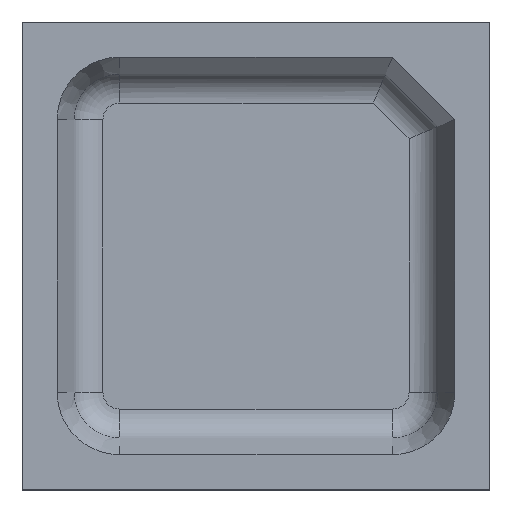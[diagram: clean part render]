
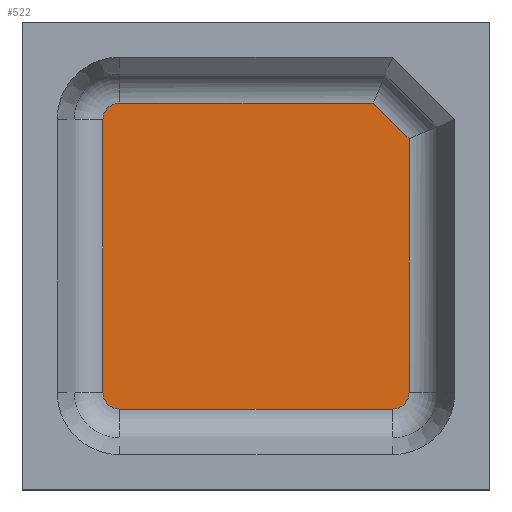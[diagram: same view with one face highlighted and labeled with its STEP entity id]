
A CAD part, top view. The second image highlights one B-rep face of the part: STEP entity #522.
In plain terms, the highlighted planar face has unit normal (0, 0, 1).
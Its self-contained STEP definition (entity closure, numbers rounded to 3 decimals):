
#36 = VERTEX_POINT ( 'NONE', #299 ) ;
#38 = VECTOR ( 'NONE', #1076, 1000. ) ;
#46 = CARTESIAN_POINT ( 'NONE',  ( -0.893, 0.963, -0.4 ) ) ;
#88 = DIRECTION ( 'NONE',  ( 0., 0., 1. ) ) ;
#138 = EDGE_CURVE ( 'NONE', #146, #1281, #827, .T. ) ;
#146 = VERTEX_POINT ( 'NONE', #738 ) ;
#168 = AXIS2_PLACEMENT_3D ( 'NONE', #304, #1121, #718 ) ;
#171 = CARTESIAN_POINT ( 'NONE',  ( 0.857, -0.999, -0.4 ) ) ;
#182 = AXIS2_PLACEMENT_3D ( 'NONE', #1179, #88, #801 ) ;
#195 = VERTEX_POINT ( 'NONE', #1110 ) ;
#219 = CARTESIAN_POINT ( 'NONE',  ( 0.695, 1.003, -0.4 ) ) ;
#240 = ORIENTED_EDGE ( 'NONE', *, *, #1189, .T. ) ;
#255 = CARTESIAN_POINT ( 'NONE',  ( -0.999, -0.893, -0.4 ) ) ;
#256 = CIRCLE ( 'NONE', #168, 0.106 ) ;
#260 = DIRECTION ( 'NONE',  ( -1., 0., 0. ) ) ;
#279 = ORIENTED_EDGE ( 'NONE', *, *, #464, .T. ) ;
#285 = PLANE ( 'NONE',  #534 ) ;
#286 = VECTOR ( 'NONE', #501, 1000. ) ;
#299 = CARTESIAN_POINT ( 'NONE',  ( -0.893, -0.999, -0.4 ) ) ;
#304 = CARTESIAN_POINT ( 'NONE',  ( 0.857, -0.893, -0.4 ) ) ;
#354 = LINE ( 'NONE', #255, #1147 ) ;
#373 = CARTESIAN_POINT ( 'NONE',  ( 0.963, -0.893, -0.4 ) ) ;
#415 = VECTOR ( 'NONE', #467, 1000. ) ;
#425 = ORIENTED_EDGE ( 'NONE', *, *, #1153, .T. ) ;
#464 = EDGE_CURVE ( 'NONE', #842, #195, #354, .T. ) ;
#467 = DIRECTION ( 'NONE',  ( 1., 0., 0. ) ) ;
#501 = DIRECTION ( 'NONE',  ( -0.707, 0.707, 0. ) ) ;
#522 = ADVANCED_FACE ( 'NONE', ( #998 ), #285, .F. ) ;
#534 = AXIS2_PLACEMENT_3D ( 'NONE', #811, #579, #680 ) ;
#542 = ORIENTED_EDGE ( 'NONE', *, *, #1108, .T. ) ;
#569 = CARTESIAN_POINT ( 'NONE',  ( 0.963, 0.792, -0.4 ) ) ;
#579 = DIRECTION ( 'NONE',  ( 0., 0., -1. ) ) ;
#584 = DIRECTION ( 'NONE',  ( -1., 0., 0. ) ) ;
#589 = LINE ( 'NONE', #881, #889 ) ;
#603 = ORIENTED_EDGE ( 'NONE', *, *, #762, .T. ) ;
#614 = ORIENTED_EDGE ( 'NONE', *, *, #1040, .T. ) ;
#627 = CIRCLE ( 'NONE', #780, 0.106 ) ;
#680 = DIRECTION ( 'NONE',  ( -1., 0., 0. ) ) ;
#718 = DIRECTION ( 'NONE',  ( -1., 0., 0. ) ) ;
#738 = CARTESIAN_POINT ( 'NONE',  ( 0.963, 0.735, -0.4 ) ) ;
#742 = VERTEX_POINT ( 'NONE', #373 ) ;
#754 = CIRCLE ( 'NONE', #182, 0.106 ) ;
#762 = EDGE_CURVE ( 'NONE', #1053, #842, #754, .T. ) ;
#780 = AXIS2_PLACEMENT_3D ( 'NONE', #1159, #968, #260 ) ;
#794 = CARTESIAN_POINT ( 'NONE',  ( -0.999, 0.857, -0.4 ) ) ;
#798 = ORIENTED_EDGE ( 'NONE', *, *, #138, .T. ) ;
#801 = DIRECTION ( 'NONE',  ( -1., 0., 0. ) ) ;
#811 = CARTESIAN_POINT ( 'NONE',  ( -0.893, 0.857, -0.4 ) ) ;
#827 = LINE ( 'NONE', #219, #286 ) ;
#831 = CARTESIAN_POINT ( 'NONE',  ( 0.735, 0.963, -0.4 ) ) ;
#842 = VERTEX_POINT ( 'NONE', #794 ) ;
#853 = VERTEX_POINT ( 'NONE', #908 ) ;
#878 = DIRECTION ( 'NONE',  ( 0., -1., 0. ) ) ;
#881 = CARTESIAN_POINT ( 'NONE',  ( -0.893, 0.963, -0.4 ) ) ;
#889 = VECTOR ( 'NONE', #584, 1000. ) ;
#908 = CARTESIAN_POINT ( 'NONE',  ( 0.857, -0.999, -0.4 ) ) ;
#962 = ORIENTED_EDGE ( 'NONE', *, *, #1123, .T. ) ;
#968 = DIRECTION ( 'NONE',  ( 0., 0., 1. ) ) ;
#978 = LINE ( 'NONE', #569, #38 ) ;
#998 = FACE_OUTER_BOUND ( 'NONE', #1079, .T. ) ;
#1040 = EDGE_CURVE ( 'NONE', #195, #36, #627, .T. ) ;
#1053 = VERTEX_POINT ( 'NONE', #46 ) ;
#1076 = DIRECTION ( 'NONE',  ( 0., 1., 0. ) ) ;
#1079 = EDGE_LOOP ( 'NONE', ( #542, #240, #962, #798, #425, #603, #279, #614 ) ) ;
#1108 = EDGE_CURVE ( 'NONE', #36, #853, #1268, .T. ) ;
#1110 = CARTESIAN_POINT ( 'NONE',  ( -0.999, -0.893, -0.4 ) ) ;
#1121 = DIRECTION ( 'NONE',  ( 0., 0., 1. ) ) ;
#1123 = EDGE_CURVE ( 'NONE', #742, #146, #978, .T. ) ;
#1147 = VECTOR ( 'NONE', #878, 1000. ) ;
#1153 = EDGE_CURVE ( 'NONE', #1281, #1053, #589, .T. ) ;
#1159 = CARTESIAN_POINT ( 'NONE',  ( -0.893, -0.893, -0.4 ) ) ;
#1179 = CARTESIAN_POINT ( 'NONE',  ( -0.893, 0.857, -0.4 ) ) ;
#1189 = EDGE_CURVE ( 'NONE', #853, #742, #256, .T. ) ;
#1268 = LINE ( 'NONE', #171, #415 ) ;
#1281 = VERTEX_POINT ( 'NONE', #831 ) ;
